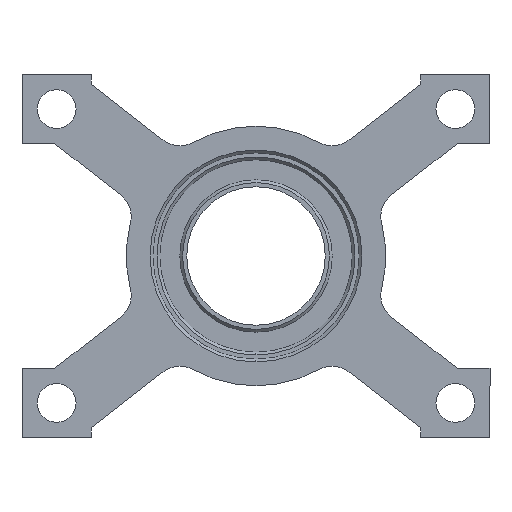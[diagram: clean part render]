
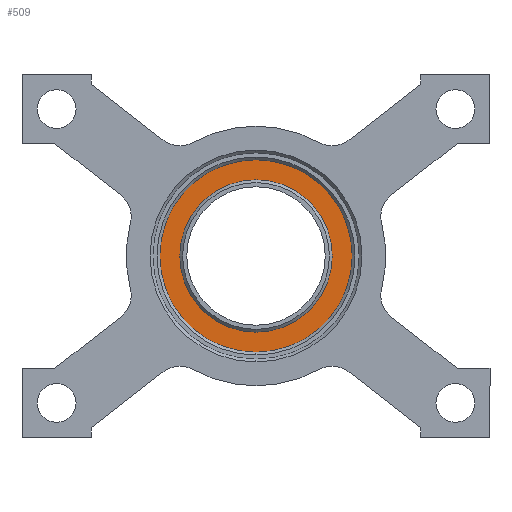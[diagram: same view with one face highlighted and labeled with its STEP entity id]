
A CAD part, front view. The second image highlights one B-rep face of the part: STEP entity #509.
In plain terms, the highlighted planar face has unit normal (0, -1, 0).
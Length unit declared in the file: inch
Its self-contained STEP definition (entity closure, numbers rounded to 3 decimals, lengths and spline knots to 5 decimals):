
#42 = VERTEX_POINT ( 'NONE', #157 ) ;
#47 = VERTEX_POINT ( 'NONE', #525 ) ;
#86 = DIRECTION ( 'NONE',  ( 0., 0., 1. ) ) ;
#142 = ORIENTED_EDGE ( 'NONE', *, *, #209, .T. ) ;
#157 = CARTESIAN_POINT ( 'NONE',  ( 0., 0.0225, 0.275 ) ) ;
#200 = CARTESIAN_POINT ( 'NONE',  ( 0., 0.0225, 0. ) ) ;
#209 = EDGE_CURVE ( 'NONE', #47, #2147, #1753, .T. ) ;
#222 = EDGE_CURVE ( 'NONE', #732, #42, #727, .T. ) ;
#392 = PLANE ( 'NONE',  #1108 ) ;
#509 = ADVANCED_FACE ( 'NONE', ( #950, #2276 ), #392, .F. ) ;
#525 = CARTESIAN_POINT ( 'NONE',  ( 0., 0.0225, -0.3475 ) ) ;
#532 = EDGE_CURVE ( 'NONE', #2147, #47, #1263, .T. ) ;
#568 = CARTESIAN_POINT ( 'NONE',  ( 0., 0.0225, 0. ) ) ;
#580 = DIRECTION ( 'NONE',  ( 0., 0., 1. ) ) ;
#600 = EDGE_CURVE ( 'NONE', #42, #732, #2098, .T. ) ;
#727 = CIRCLE ( 'NONE', #865, 0.275 ) ;
#732 = VERTEX_POINT ( 'NONE', #1347 ) ;
#738 = ORIENTED_EDGE ( 'NONE', *, *, #222, .T. ) ;
#800 = CARTESIAN_POINT ( 'NONE',  ( 0., 0.0225, 0. ) ) ;
#817 = DIRECTION ( 'NONE',  ( 0., 1., 0. ) ) ;
#865 = AXIS2_PLACEMENT_3D ( 'NONE', #2362, #1230, #86 ) ;
#950 = FACE_BOUND ( 'NONE', #1537, .T. ) ;
#985 = AXIS2_PLACEMENT_3D ( 'NONE', #1963, #817, #2143 ) ;
#993 = DIRECTION ( 'NONE',  ( 0., 0., 1. ) ) ;
#1073 = AXIS2_PLACEMENT_3D ( 'NONE', #800, #2125, #993 ) ;
#1087 = AXIS2_PLACEMENT_3D ( 'NONE', #568, #1928, #2083 ) ;
#1108 = AXIS2_PLACEMENT_3D ( 'NONE', #200, #1745, #580 ) ;
#1230 = DIRECTION ( 'NONE',  ( 0., 1., 0. ) ) ;
#1263 = CIRCLE ( 'NONE', #1073, 0.3475 ) ;
#1347 = CARTESIAN_POINT ( 'NONE',  ( 0., 0.0225, -0.275 ) ) ;
#1537 = EDGE_LOOP ( 'NONE', ( #1786, #738 ) ) ;
#1681 = CARTESIAN_POINT ( 'NONE',  ( 0., 0.0225, 0.3475 ) ) ;
#1745 = DIRECTION ( 'NONE',  ( 0., 1., 0. ) ) ;
#1753 = CIRCLE ( 'NONE', #1087, 0.3475 ) ;
#1786 = ORIENTED_EDGE ( 'NONE', *, *, #600, .T. ) ;
#1821 = ORIENTED_EDGE ( 'NONE', *, *, #532, .T. ) ;
#1928 = DIRECTION ( 'NONE',  ( 0., -1., 0. ) ) ;
#1963 = CARTESIAN_POINT ( 'NONE',  ( 0., 0.0225, 0. ) ) ;
#2083 = DIRECTION ( 'NONE',  ( 0., 0., 1. ) ) ;
#2098 = CIRCLE ( 'NONE', #985, 0.275 ) ;
#2125 = DIRECTION ( 'NONE',  ( 0., -1., 0. ) ) ;
#2143 = DIRECTION ( 'NONE',  ( 0., 0., 1. ) ) ;
#2147 = VERTEX_POINT ( 'NONE', #1681 ) ;
#2276 = FACE_OUTER_BOUND ( 'NONE', #2313, .T. ) ;
#2313 = EDGE_LOOP ( 'NONE', ( #142, #1821 ) ) ;
#2362 = CARTESIAN_POINT ( 'NONE',  ( 0., 0.0225, 0. ) ) ;
